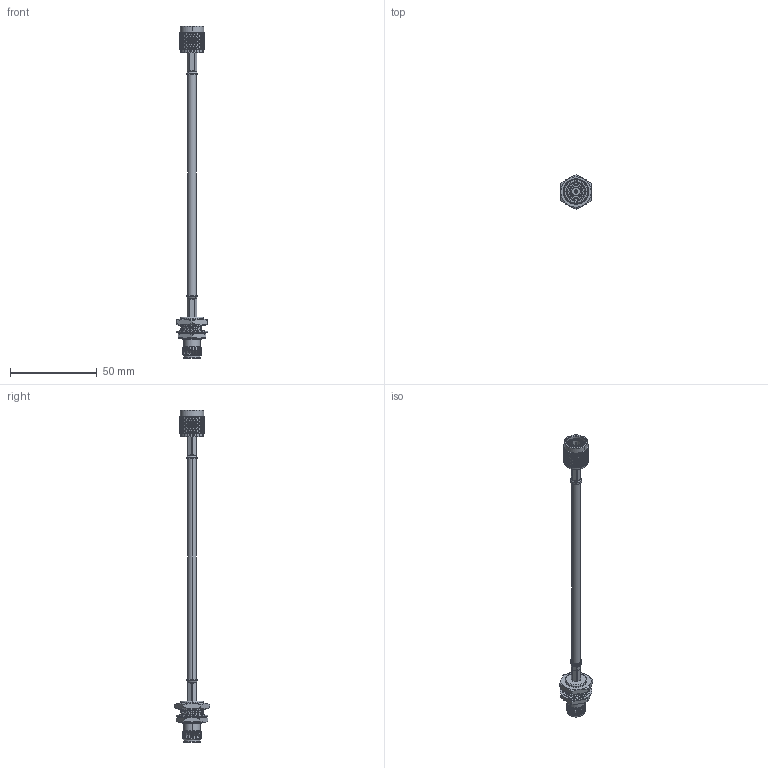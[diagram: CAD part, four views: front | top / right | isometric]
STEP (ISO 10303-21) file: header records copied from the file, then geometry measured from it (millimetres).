
FILE_DESCRIPTION (( 'STEP AP203' ), '1' );
FILE_NAME ('PE3W00780.step', '2019-06-26T13:55:44', ( '' ), ( '' ), 'SwSTEP 2.0', 'SolidWorks 2018', '' );
FILE_SCHEMA (( 'CONFIG_CONTROL_DESIGN' ));
Products named in the file (4): PE4151_Crimped; PE3W00780; PE4156; Coax Cable_LMR-195
Assembly tree (3 placements, depth 2):
  PE3W00780
    Coax Cable_LMR-195
    PE4156
    PE4151_Crimped
Bounding box: 18.34 x 20.21 x 191.35 mm (x, y, z)
Volume: 7343.7 mm3; surface area: 8098.6 mm2
Topology: 7 solids, 8 shells, 3023 faces, 6663 edges, 3674 vertices
Faces by surface type: bspline 2088, cylinder 703, plane 144, cone 82, torus 6
Entity records: 128438 total; most frequent: CARTESIAN_POINT 85574, ORIENTED_EDGE 13326, EDGE_CURVE 6663, VERTEX_POINT 3674, DIRECTION 3236, EDGE_LOOP 3049, FACE_OUTER_BOUND 3023, ADVANCED_FACE 3023
